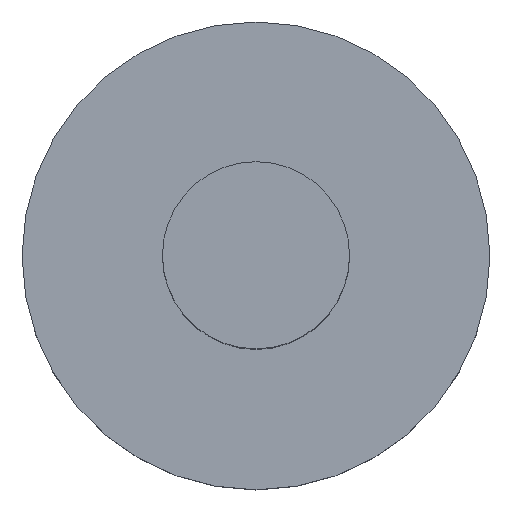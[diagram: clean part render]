
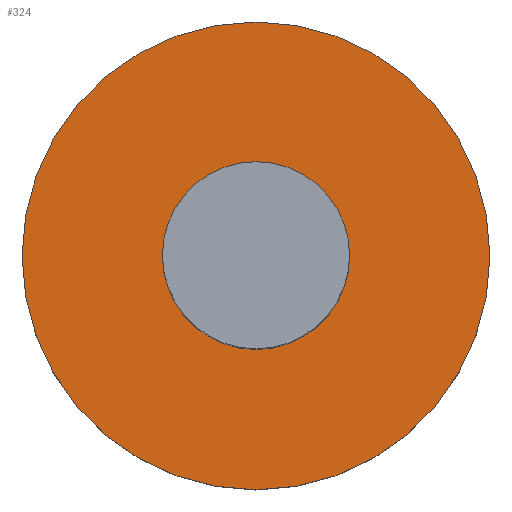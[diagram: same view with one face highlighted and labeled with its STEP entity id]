
A CAD part, top view. The second image highlights one B-rep face of the part: STEP entity #324.
In plain terms, the highlighted planar face has unit normal (0, 0, 1).
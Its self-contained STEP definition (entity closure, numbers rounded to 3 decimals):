
#1 = CARTESIAN_POINT ( 'NONE',  ( 0., 0., -50.8 ) ) ;
#2 = DIRECTION ( 'NONE',  ( 0., 0., -1. ) ) ;
#5 = VERTEX_POINT ( 'NONE', #194 ) ;
#25 = DIRECTION ( 'NONE',  ( 0., 0., 1. ) ) ;
#30 = AXIS2_PLACEMENT_3D ( 'NONE', #393, #253, #218 ) ;
#32 = DIRECTION ( 'NONE',  ( 1., 0., 0. ) ) ;
#39 = AXIS2_PLACEMENT_3D ( 'NONE', #418, #232, #32 ) ;
#57 = CIRCLE ( 'NONE', #39, 31.75 ) ;
#67 = FACE_OUTER_BOUND ( 'NONE', #99, .T. ) ;
#79 = CIRCLE ( 'NONE', #30, 12.7 ) ;
#93 = FACE_BOUND ( 'NONE', #434, .T. ) ;
#99 = EDGE_LOOP ( 'NONE', ( #358, #169 ) ) ;
#101 = CARTESIAN_POINT ( 'NONE',  ( 12.7, 0., -50.8 ) ) ;
#108 = VERTEX_POINT ( 'NONE', #101 ) ;
#133 = ORIENTED_EDGE ( 'NONE', *, *, #398, .F. ) ;
#154 = EDGE_CURVE ( 'NONE', #336, #108, #436, .T. ) ;
#166 = CARTESIAN_POINT ( 'NONE',  ( -12.7, 0., -50.8 ) ) ;
#169 = ORIENTED_EDGE ( 'NONE', *, *, #347, .T. ) ;
#174 = DIRECTION ( 'NONE',  ( 0., 0., 1. ) ) ;
#193 = EDGE_CURVE ( 'NONE', #5, #350, #57, .T. ) ;
#194 = CARTESIAN_POINT ( 'NONE',  ( 31.75, 0., -50.8 ) ) ;
#198 = CARTESIAN_POINT ( 'NONE',  ( 0., 0., -50.8 ) ) ;
#207 = CARTESIAN_POINT ( 'NONE',  ( -31.75, 0., -50.8 ) ) ;
#218 = DIRECTION ( 'NONE',  ( 1., 0., 0. ) ) ;
#232 = DIRECTION ( 'NONE',  ( 0., 0., 1. ) ) ;
#234 = DIRECTION ( 'NONE',  ( 1., 0., 0. ) ) ;
#251 = ORIENTED_EDGE ( 'NONE', *, *, #154, .F. ) ;
#253 = DIRECTION ( 'NONE',  ( 0., 0., 1. ) ) ;
#287 = AXIS2_PLACEMENT_3D ( 'NONE', #351, #2, #349 ) ;
#294 = AXIS2_PLACEMENT_3D ( 'NONE', #1, #174, #380 ) ;
#324 = ADVANCED_FACE ( 'NONE', ( #93, #67 ), #382, .F. ) ;
#336 = VERTEX_POINT ( 'NONE', #166 ) ;
#347 = EDGE_CURVE ( 'NONE', #350, #5, #352, .T. ) ;
#349 = DIRECTION ( 'NONE',  ( -1., 0., 0. ) ) ;
#350 = VERTEX_POINT ( 'NONE', #207 ) ;
#351 = CARTESIAN_POINT ( 'NONE',  ( 0., 12.7, -50.8 ) ) ;
#352 = CIRCLE ( 'NONE', #294, 31.75 ) ;
#358 = ORIENTED_EDGE ( 'NONE', *, *, #193, .T. ) ;
#380 = DIRECTION ( 'NONE',  ( 1., 0., 0. ) ) ;
#382 = PLANE ( 'NONE',  #287 ) ;
#393 = CARTESIAN_POINT ( 'NONE',  ( 0., 0., -50.8 ) ) ;
#398 = EDGE_CURVE ( 'NONE', #108, #336, #79, .T. ) ;
#418 = CARTESIAN_POINT ( 'NONE',  ( 0., 0., -50.8 ) ) ;
#433 = AXIS2_PLACEMENT_3D ( 'NONE', #198, #25, #234 ) ;
#434 = EDGE_LOOP ( 'NONE', ( #133, #251 ) ) ;
#436 = CIRCLE ( 'NONE', #433, 12.7 ) ;
